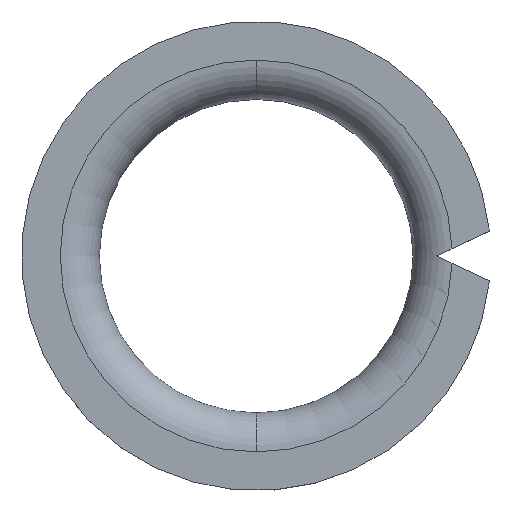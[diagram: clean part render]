
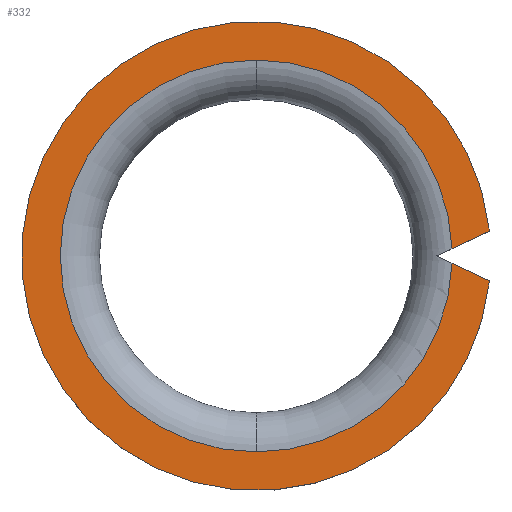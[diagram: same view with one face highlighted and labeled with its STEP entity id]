
A CAD part, top view. The second image highlights one B-rep face of the part: STEP entity #332.
In plain terms, the highlighted planar face has unit normal (0, 0, 1).
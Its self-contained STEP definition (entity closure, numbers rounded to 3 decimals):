
#39=DIRECTION('',(0.906,-0.423,0.));
#40=VECTOR('',#39,2.647);
#41=CARTESIAN_POINT('',(12.516,-0.474,0.));
#42=LINE('',#41,#40);
#43=DIRECTION('',(-0.906,-0.423,0.));
#44=VECTOR('',#43,2.647);
#45=CARTESIAN_POINT('',(14.915,1.593,0.));
#46=LINE('',#45,#44);
#47=CARTESIAN_POINT('',(0.,0.,0.));
#48=DIRECTION('',(0.,0.,1.));
#49=DIRECTION('',(0.999,0.038,0.));
#50=AXIS2_PLACEMENT_3D('',#47,#48,#49);
#52=CARTESIAN_POINT('',(0.,0.,0.));
#53=DIRECTION('',(0.,0.,-1.));
#54=DIRECTION('',(0.,-1.,0.));
#55=AXIS2_PLACEMENT_3D('',#52,#53,#54);
#57=CARTESIAN_POINT('',(0.,0.,0.));
#58=DIRECTION('',(0.,0.,1.));
#59=DIRECTION('',(0.,-1.,0.));
#60=AXIS2_PLACEMENT_3D('',#57,#58,#59);
#71=CARTESIAN_POINT('',(0.,0.,0.));
#72=DIRECTION('',(0.,0.,1.));
#73=DIRECTION('',(0.994,0.106,0.));
#74=AXIS2_PLACEMENT_3D('',#71,#72,#73);
#238=CARTESIAN_POINT('',(0.,-12.525,0.));
#239=VERTEX_POINT('',#238);
#240=CARTESIAN_POINT('',(0.,12.525,0.));
#241=VERTEX_POINT('',#240);
#244=CARTESIAN_POINT('',(12.516,-0.474,0.));
#245=CARTESIAN_POINT('',(14.915,-1.593,0.));
#246=VERTEX_POINT('',#244);
#247=VERTEX_POINT('',#245);
#248=CARTESIAN_POINT('',(14.915,1.593,0.));
#249=CARTESIAN_POINT('',(12.516,0.474,0.));
#250=VERTEX_POINT('',#248);
#251=VERTEX_POINT('',#249);
#317=CARTESIAN_POINT('',(0.,0.,0.));
#318=DIRECTION('',(0.,0.,-1.));
#319=DIRECTION('',(0.,-1.,0.));
#320=AXIS2_PLACEMENT_3D('',#317,#318,#319);
#321=PLANE('',#320);
#322=ORIENTED_EDGE('',*,*,#303,.T.);
#324=ORIENTED_EDGE('',*,*,#323,.F.);
#326=ORIENTED_EDGE('',*,*,#325,.T.);
#327=ORIENTED_EDGE('',*,*,#291,.T.);
#328=ORIENTED_EDGE('',*,*,#269,.F.);
#329=ORIENTED_EDGE('',*,*,#285,.T.);
#330=EDGE_LOOP('',(#322,#324,#326,#327,#328,#329));
#331=FACE_OUTER_BOUND('',#330,.F.);
#332=ADVANCED_FACE('',(#331),#321,.F.);
#51=CIRCLE('',#50,12.525);
#56=CIRCLE('',#55,12.525);
#61=CIRCLE('',#60,12.525);
#75=CIRCLE('',#74,15.);
#269=EDGE_CURVE('',#239,#241,#56,.T.);
#285=EDGE_CURVE('',#239,#246,#61,.T.);
#291=EDGE_CURVE('',#251,#241,#51,.T.);
#303=EDGE_CURVE('',#246,#247,#42,.T.);
#323=EDGE_CURVE('',#250,#247,#75,.T.);
#325=EDGE_CURVE('',#250,#251,#46,.T.);
